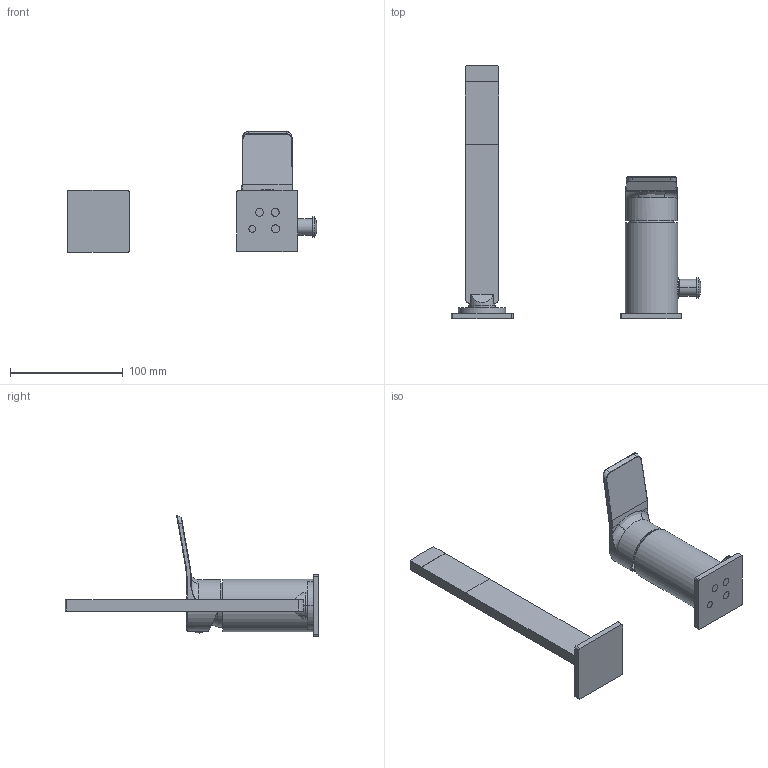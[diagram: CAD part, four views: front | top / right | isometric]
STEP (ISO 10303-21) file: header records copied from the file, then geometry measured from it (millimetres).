
FILE_DESCRIPTION((''),'2;1');
FILE_NAME('TI041CR','2021-11-08T17:22:15',('ut3'),('PAFFONI SpA'),'CREO PARAMETRIC BY PTC INC, 2020044','CREO PARAMETRIC BY PTC INC, 2020044','');
FILE_SCHEMA(('CONFIG_CONTROL_DESIGN','SHAPE_APPEARANCE_LAYERS_GROUPS'));
Length unit declared in the file: millimetre
Products named in the file (1): TI041CR
Bounding box: 221.46 x 224.89 x 107.08 mm (x, y, z)
Volume: 226393.2 mm3; surface area: 75818.6 mm2
Topology: 3 solids, 3 shells, 292 faces, 701 edges, 429 vertices
Faces by surface type: cylinder 116, plane 96, cone 42, torus 21, bspline 13, sphere 4
Entity records: 12564 total; most frequent: CARTESIAN_POINT 3505, DIRECTION 1465, ORIENTED_EDGE 1382, EDGE_CURVE 691, AXIS2_PLACEMENT_3D 577, VERTEX_POINT 429, EDGE_LOOP 330, FILL_AREA_STYLE_COLOUR 326
